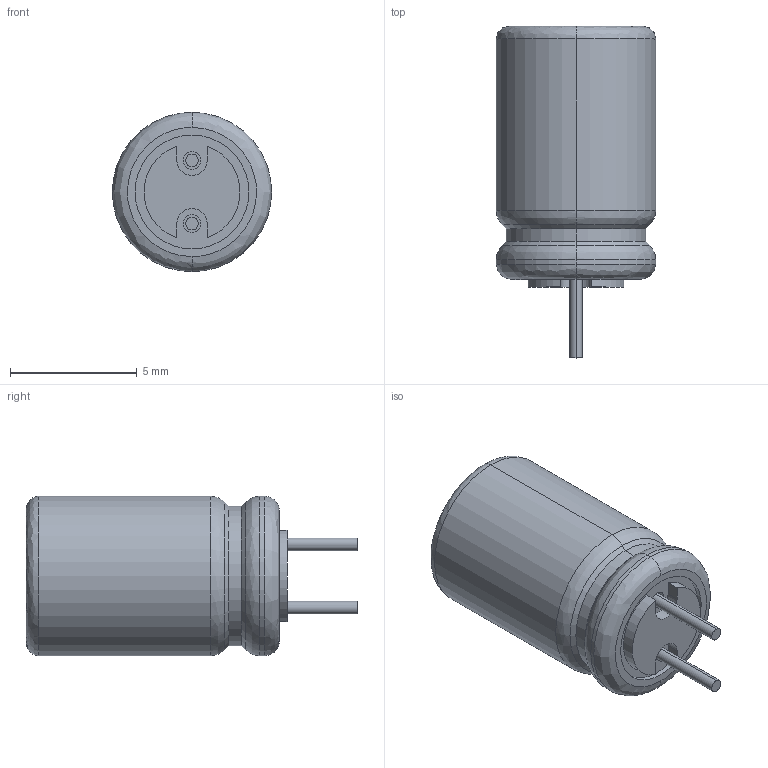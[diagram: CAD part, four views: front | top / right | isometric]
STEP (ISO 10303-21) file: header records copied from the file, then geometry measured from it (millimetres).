
FILE_DESCRIPTION (( 'STEP AP214' ), '1' );
FILE_NAME ('User Library-CAPPR250-630x1000_100uF_16V.STEP', '2020-12-06T14:12:30', ( '' ), ( '' ), 'SwSTEP 2.0', 'SolidWorks 2020', '' );
FILE_SCHEMA (( 'AUTOMOTIVE_DESIGN' ));
Length unit declared in the file: millimetre
Products named in the file (5): Text; Imported; Body; User Library-CAPPR250-630x1000_100uF_16V; Rubber
Assembly tree (5 placements, depth 2):
  User Library-CAPPR250-630x1000_100uF_16V
    Body
    Rubber
    Imported  x2
    Text
Bounding box: 6.3 x 13.11 x 6.3 mm (x, y, z)
Volume: 304.4 mm3; surface area: 371.6 mm2
Topology: 15 solids, 15 shells, 465 faces, 1277 edges, 846 vertices
Faces by surface type: plane 429, cylinder 24, bspline 8, cone 4
Entity records: 14797 total; most frequent: CARTESIAN_POINT 2714, ORIENTED_EDGE 2542, DIRECTION 2245, EDGE_CURVE 1271, VECTOR 1211, LINE 1211, VERTEX_POINT 842, AXIS2_PLACEMENT_3D 517
